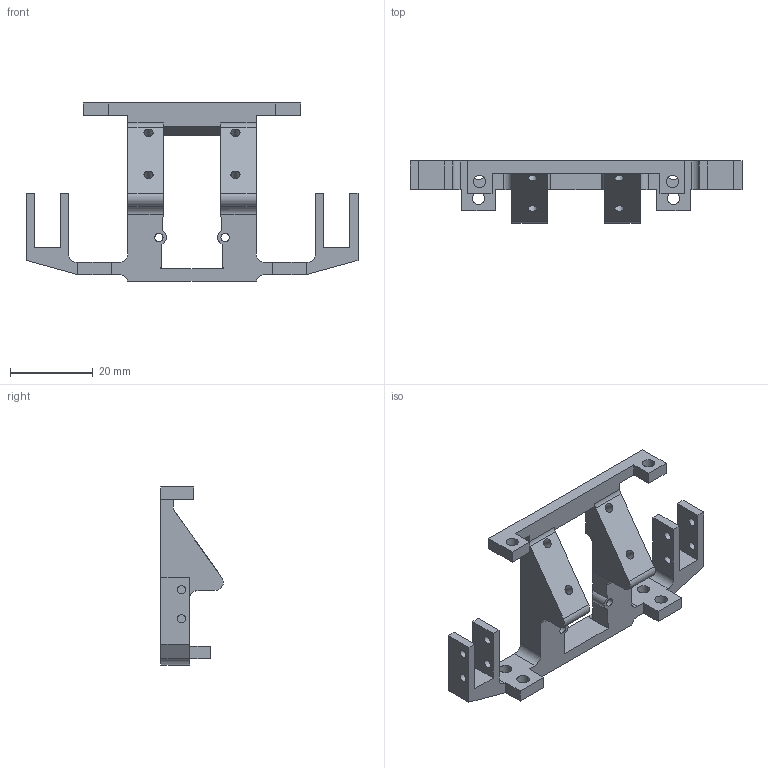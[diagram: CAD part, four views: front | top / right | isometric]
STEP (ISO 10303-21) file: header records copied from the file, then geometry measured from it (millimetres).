
FILE_DESCRIPTION(/* description */ ('STEP AP242','CAx-IF Rec.Pracs.---Representation and Presentation of Product Manufacturing Information (PMI)---4.0---2014-10-13','CAx-IF Rec.Pracs.---3D Tessellated Geometry---0.4---2014-09-14','2;1'),/* implementation_level */ '2;1');
FILE_NAME(/* name */ 'Robot - Lower Parts Frame',/* time_stamp */ '2025-03-10T06:31:47Z',/* author */ (''),/* organization */ (''),/* preprocessor_version */ 'ST-DEVELOPER v20',/* originating_system */ 'ONSHAPE BY PTC INC, 1.194',/* authorisation */ ' ');
FILE_SCHEMA (('AP242_MANAGED_MODEL_BASED_3D_ENGINEERING_MIM_LF { 1 0 10303 442 1 1 4 }'));
Length unit declared in the file: metre
Products named in the file (1): Lower Parts Frame
Bounding box: 80.2 x 15.09 x 43 mm (x, y, z)
Volume: 8400.3 mm3; surface area: 6679.6 mm2
Topology: 1 solids, 1 shells, 95 faces, 290 edges, 194 vertices
Faces by surface type: plane 57, cylinder 38
Full cylindrical faces by diameter (mm): 2 x10, 2.2 x4, 3 x6
Entity records: 3192 total; most frequent: CARTESIAN_POINT 544, DIRECTION 532, ORIENTED_EDGE 524, EDGE_CURVE 262, VERTEX_POINT 186, LINE 184, VECTOR 184, AXIS2_PLACEMENT_3D 174
